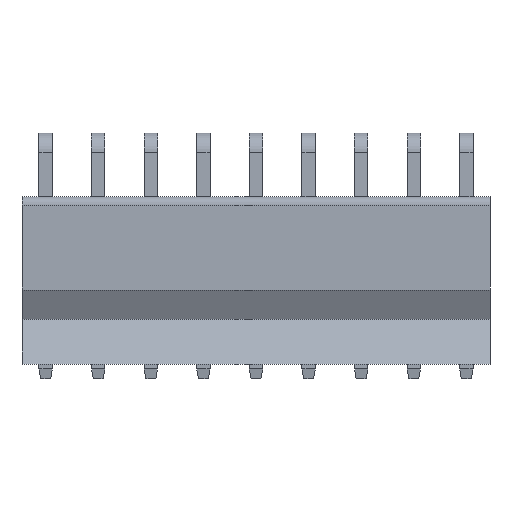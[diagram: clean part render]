
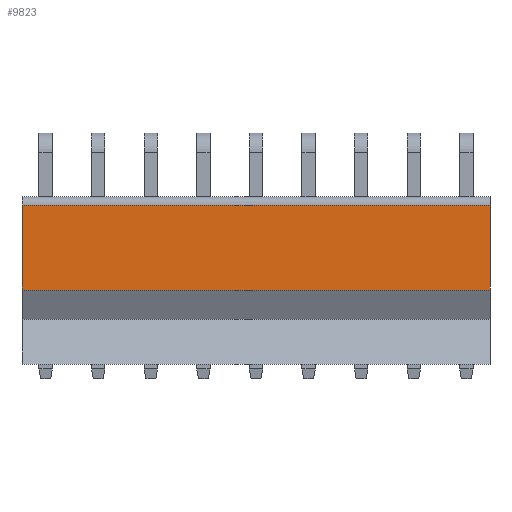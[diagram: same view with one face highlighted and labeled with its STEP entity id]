
A CAD part, top view. The second image highlights one B-rep face of the part: STEP entity #9823.
In plain terms, the highlighted planar face has unit normal (0, 0, 1).
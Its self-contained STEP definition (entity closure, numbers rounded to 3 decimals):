
#864=ORIENTED_EDGE('',*,*,#2699,.T.);
#865=ORIENTED_EDGE('',*,*,#2743,.T.);
#866=ORIENTED_EDGE('',*,*,#2709,.F.);
#867=ORIENTED_EDGE('',*,*,#2742,.F.);
#2699=EDGE_CURVE('',#3677,#3676,#4360,.T.);
#2709=EDGE_CURVE('',#3685,#3686,#4369,.T.);
#2742=EDGE_CURVE('',#3677,#3685,#4400,.T.);
#2743=EDGE_CURVE('',#3676,#3686,#4401,.T.);
#3676=VERTEX_POINT('',#12465);
#3677=VERTEX_POINT('',#12467);
#3685=VERTEX_POINT('',#12486);
#3686=VERTEX_POINT('',#12487);
#4360=LINE('',#12466,#4992);
#4369=LINE('',#12485,#5001);
#4400=LINE('',#12551,#5032);
#4401=LINE('',#12553,#5033);
#4992=VECTOR('',#10902,1000.);
#5001=VECTOR('',#10915,1000.);
#5032=VECTOR('',#10982,1000.);
#5033=VECTOR('',#10985,1000.);
#5531=EDGE_LOOP('',(#864,#865,#866,#867));
#6005=FACE_BOUND('',#5531,.T.);
#6452=PLANE('',#10283);
#9823=ADVANCED_FACE('',(#6005),#6452,.T.);
#10283=AXIS2_PLACEMENT_3D('',#12552,#10983,#10984);
#10902=DIRECTION('',(0.,1.,0.));
#10915=DIRECTION('',(0.,1.,0.));
#10982=DIRECTION('',(-1.,0.,0.));
#10983=DIRECTION('',(0.,0.,1.));
#10984=DIRECTION('',(0.,-1.,0.));
#10985=DIRECTION('',(-1.,0.,0.));
#12465=CARTESIAN_POINT('',(17.618,-6.35,9.474));
#12466=CARTESIAN_POINT('',(17.618,-5.715,9.474));
#12467=CARTESIAN_POINT('',(17.618,-12.725,9.474));
#12485=CARTESIAN_POINT('',(-17.618,-5.715,9.474));
#12486=CARTESIAN_POINT('',(-17.618,-12.725,9.474));
#12487=CARTESIAN_POINT('',(-17.618,-6.35,9.474));
#12551=CARTESIAN_POINT('',(17.618,-12.725,9.474));
#12552=CARTESIAN_POINT('',(17.618,-5.715,9.474));
#12553=CARTESIAN_POINT('',(17.618,-6.35,9.474));
